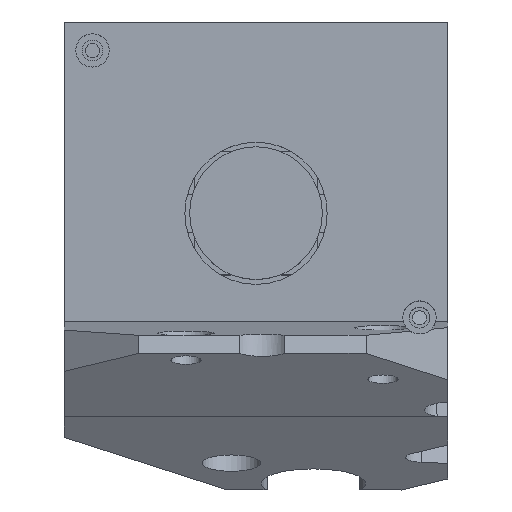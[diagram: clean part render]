
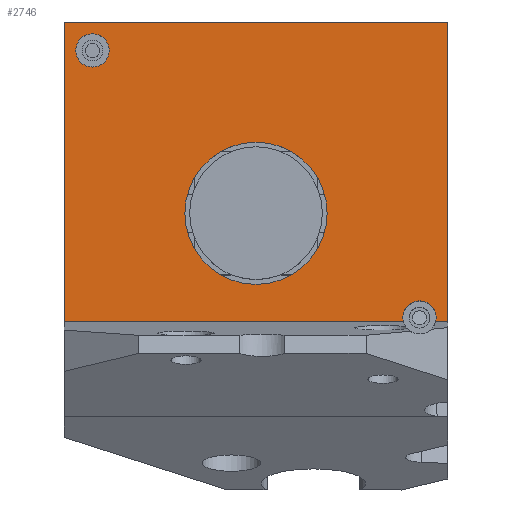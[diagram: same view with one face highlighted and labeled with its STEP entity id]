
A CAD part, top view. The second image highlights one B-rep face of the part: STEP entity #2746.
In plain terms, the highlighted planar face has unit normal (0, 0, 1).
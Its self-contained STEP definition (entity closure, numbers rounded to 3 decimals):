
#28=FACE_BOUND('',#318,.T.);
#29=FACE_BOUND('',#319,.T.);
#157=FACE_OUTER_BOUND('',#317,.T.);
#317=EDGE_LOOP('',(#2067,#2068,#2069,#2070,#2071,#2072,#2073));
#318=EDGE_LOOP('',(#2074));
#319=EDGE_LOOP('',(#2075));
#451=CIRCLE('',#2898,1.76);
#458=CIRCLE('',#2910,1.76);
#459=CIRCLE('',#2911,1.76);
#468=CIRCLE('',#2928,7.5);
#544=LINE('',#3966,#838);
#555=LINE('',#3996,#849);
#567=LINE('',#4052,#861);
#643=LINE('',#4264,#937);
#644=LINE('',#4265,#938);
#838=VECTOR('',#3150,10.);
#849=VECTOR('',#3173,10.);
#861=VECTOR('',#3217,10.);
#937=VECTOR('',#3431,10.);
#938=VECTOR('',#3432,10.);
#1135=VERTEX_POINT('',#3963);
#1136=VERTEX_POINT('',#3965);
#1148=VERTEX_POINT('',#3993);
#1149=VERTEX_POINT('',#3995);
#1160=VERTEX_POINT('',#4048);
#1164=VERTEX_POINT('',#4059);
#1173=VERTEX_POINT('',#4085);
#1204=VERTEX_POINT('',#4165);
#1228=VERTEX_POINT('',#4263);
#1401=EDGE_CURVE('',#1135,#1136,#544,.T.);
#1416=EDGE_CURVE('',#1149,#1148,#555,.T.);
#1437=EDGE_CURVE('',#1160,#1136,#567,.T.);
#1440=EDGE_CURVE('',#1164,#1164,#451,.T.);
#1453=EDGE_CURVE('',#1173,#1160,#458,.T.);
#1455=EDGE_CURVE('',#1148,#1173,#459,.T.);
#1494=EDGE_CURVE('',#1204,#1204,#468,.T.);
#1543=EDGE_CURVE('',#1228,#1135,#643,.T.);
#1544=EDGE_CURVE('',#1149,#1228,#644,.T.);
#2067=ORIENTED_EDGE('',*,*,#1455,.T.);
#2068=ORIENTED_EDGE('',*,*,#1453,.T.);
#2069=ORIENTED_EDGE('',*,*,#1437,.T.);
#2070=ORIENTED_EDGE('',*,*,#1401,.F.);
#2071=ORIENTED_EDGE('',*,*,#1543,.F.);
#2072=ORIENTED_EDGE('',*,*,#1544,.F.);
#2073=ORIENTED_EDGE('',*,*,#1416,.T.);
#2074=ORIENTED_EDGE('',*,*,#1440,.T.);
#2075=ORIENTED_EDGE('',*,*,#1494,.T.);
#2620=PLANE('',#2962);
#2746=ADVANCED_FACE('',(#157,#28,#29),#2620,.T.);
#2898=AXIS2_PLACEMENT_3D('',#4060,#3226,#3227);
#2910=AXIS2_PLACEMENT_3D('',#4086,#3255,#3256);
#2911=AXIS2_PLACEMENT_3D('',#4088,#3258,#3259);
#2928=AXIS2_PLACEMENT_3D('',#4166,#3322,#3323);
#2962=AXIS2_PLACEMENT_3D('',#4262,#3429,#3430);
#3150=DIRECTION('',(0.,-1.,0.));
#3173=DIRECTION('',(1.,0.,0.));
#3217=DIRECTION('',(1.,0.,0.));
#3226=DIRECTION('center_axis',(0.,0.,-1.));
#3227=DIRECTION('ref_axis',(0.,-1.,0.));
#3255=DIRECTION('center_axis',(0.,0.,-1.));
#3256=DIRECTION('ref_axis',(0.,-1.,0.));
#3258=DIRECTION('center_axis',(0.,0.,-1.));
#3259=DIRECTION('ref_axis',(0.,-1.,0.));
#3322=DIRECTION('center_axis',(0.,0.,-1.));
#3323=DIRECTION('ref_axis',(-1.,0.,0.));
#3429=DIRECTION('center_axis',(0.,0.,1.));
#3430=DIRECTION('ref_axis',(0.,-1.,0.));
#3431=DIRECTION('',(1.,0.,0.));
#3432=DIRECTION('',(0.,1.,0.));
#3963=CARTESIAN_POINT('',(35.5,34.178,8.5));
#3965=CARTESIAN_POINT('',(35.5,2.56,8.5));
#3966=CARTESIAN_POINT('',(35.5,2.56,8.5));
#3993=CARTESIAN_POINT('',(30.796,2.56,8.5));
#3995=CARTESIAN_POINT('',(-5.,2.56,8.5));
#3996=CARTESIAN_POINT('',(-5.,2.56,8.5));
#4048=CARTESIAN_POINT('',(34.204,2.56,8.5));
#4052=CARTESIAN_POINT('',(-5.,2.56,8.5));
#4059=CARTESIAN_POINT('',(-3.76,31.178,8.5));
#4060=CARTESIAN_POINT('Origin',(-2.,31.178,8.5));
#4085=CARTESIAN_POINT('',(30.74,3.,8.5));
#4086=CARTESIAN_POINT('Origin',(32.5,3.,8.5));
#4088=CARTESIAN_POINT('Origin',(32.5,3.,8.5));
#4165=CARTESIAN_POINT('',(22.75,14.,8.5));
#4166=CARTESIAN_POINT('Origin',(15.25,14.,8.5));
#4262=CARTESIAN_POINT('Origin',(-5.,34.178,8.5));
#4263=CARTESIAN_POINT('',(-5.,34.178,8.5));
#4264=CARTESIAN_POINT('',(-5.,34.178,8.5));
#4265=CARTESIAN_POINT('',(-5.,2.56,8.5));
